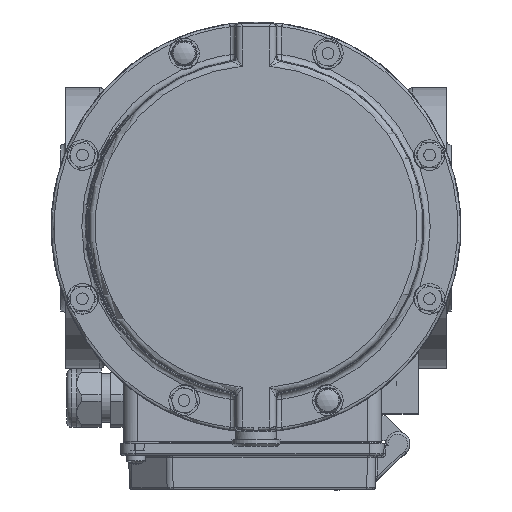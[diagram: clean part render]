
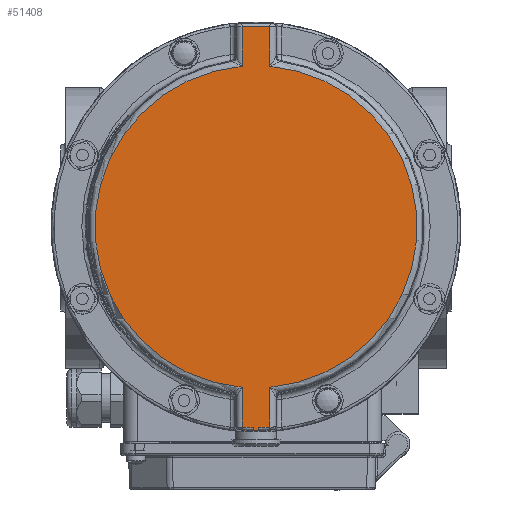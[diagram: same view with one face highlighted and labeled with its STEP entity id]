
A CAD part, top view. The second image highlights one B-rep face of the part: STEP entity #51408.
In plain terms, the highlighted planar face has unit normal (0, 0, 1).
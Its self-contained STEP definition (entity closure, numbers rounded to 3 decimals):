
#2520=LINE('',#88311,#5770);
#2521=LINE('',#88336,#5771);
#2522=LINE('',#88339,#5772);
#2523=LINE('',#88341,#5773);
#2524=LINE('',#88345,#5774);
#2525=LINE('',#88347,#5775);
#5770=VECTOR('',#62945,1.633);
#5771=VECTOR('',#62948,1.633);
#5772=VECTOR('',#62951,1.633);
#5773=VECTOR('',#62952,0.09);
#5774=VECTOR('',#62957,0.09);
#5775=VECTOR('',#62958,1.633);
#10445=PLANE('',#55233);
#12764=FACE_OUTER_BOUND('',#16183,.T.);
#16183=EDGE_LOOP('',(#38348,#38349,#38350,#38351,#38352,#38353,#38354,#38355,
#38356,#38357,#38358,#38359,#38360,#38361));
#19645=CIRCLE('',#55190,8.23);
#19655=CIRCLE('',#55201,8.23);
#19657=CIRCLE('',#55204,8.35);
#19659=CIRCLE('',#55207,8.23);
#19670=CIRCLE('',#55234,6.602);
#19671=CIRCLE('',#55235,0.03);
#19672=CIRCLE('',#55236,0.03);
#19673=CIRCLE('',#55237,6.602);
#22894=VERTEX_POINT('',#86843);
#22896=VERTEX_POINT('',#86885);
#22910=VERTEX_POINT('',#87280);
#22913=VERTEX_POINT('',#87323);
#22916=VERTEX_POINT('',#87354);
#22917=VERTEX_POINT('',#87357);
#22919=VERTEX_POINT('',#87396);
#22920=VERTEX_POINT('',#87398);
#22970=VERTEX_POINT('',#88310);
#22971=VERTEX_POINT('',#88335);
#22972=VERTEX_POINT('',#88337);
#22973=VERTEX_POINT('',#88340);
#22974=VERTEX_POINT('',#88343);
#22975=VERTEX_POINT('',#88346);
#28606=EDGE_CURVE('',#22896,#22894,#19645,.T.);
#28629=EDGE_CURVE('',#22913,#22910,#19655,.T.);
#28633=EDGE_CURVE('',#22916,#22917,#19657,.T.);
#28636=EDGE_CURVE('',#22920,#22919,#19659,.T.);
#28713=EDGE_CURVE('',#22894,#22970,#2520,.T.);
#28715=EDGE_CURVE('',#22971,#22896,#2521,.T.);
#28716=EDGE_CURVE('',#22970,#22972,#19670,.T.);
#28717=EDGE_CURVE('',#22972,#22920,#2522,.T.);
#28718=EDGE_CURVE('',#22919,#22973,#2523,.T.);
#28719=EDGE_CURVE('',#22973,#22916,#19671,.T.);
#28720=EDGE_CURVE('',#22917,#22974,#19672,.T.);
#28721=EDGE_CURVE('',#22974,#22913,#2524,.T.);
#28722=EDGE_CURVE('',#22910,#22975,#2525,.T.);
#28723=EDGE_CURVE('',#22975,#22971,#19673,.T.);
#38348=ORIENTED_EDGE('',*,*,#28715,.T.);
#38349=ORIENTED_EDGE('',*,*,#28606,.T.);
#38350=ORIENTED_EDGE('',*,*,#28713,.T.);
#38351=ORIENTED_EDGE('',*,*,#28716,.T.);
#38352=ORIENTED_EDGE('',*,*,#28717,.T.);
#38353=ORIENTED_EDGE('',*,*,#28636,.T.);
#38354=ORIENTED_EDGE('',*,*,#28718,.T.);
#38355=ORIENTED_EDGE('',*,*,#28719,.T.);
#38356=ORIENTED_EDGE('',*,*,#28633,.T.);
#38357=ORIENTED_EDGE('',*,*,#28720,.T.);
#38358=ORIENTED_EDGE('',*,*,#28721,.T.);
#38359=ORIENTED_EDGE('',*,*,#28629,.T.);
#38360=ORIENTED_EDGE('',*,*,#28722,.T.);
#38361=ORIENTED_EDGE('',*,*,#28723,.T.);
#51408=ADVANCED_FACE('',(#12764),#10445,.F.);
#55190=AXIS2_PLACEMENT_3D('',#86889,#62817,#62818);
#55201=AXIS2_PLACEMENT_3D('',#87351,#62839,#62840);
#55204=AXIS2_PLACEMENT_3D('',#87359,#62847,#62848);
#55207=AXIS2_PLACEMENT_3D('',#87399,#62853,#62854);
#55233=AXIS2_PLACEMENT_3D('',#88334,#62946,#62947);
#55234=AXIS2_PLACEMENT_3D('',#88338,#62949,#62950);
#55235=AXIS2_PLACEMENT_3D('',#88342,#62953,#62954);
#55236=AXIS2_PLACEMENT_3D('',#88344,#62955,#62956);
#55237=AXIS2_PLACEMENT_3D('',#88348,#62959,#62960);
#62817=DIRECTION('center_axis',(0.,0.,
1.));
#62818=DIRECTION('ref_axis',(1.,0.,0.));
#62839=DIRECTION('center_axis',(0.,0.,
1.));
#62840=DIRECTION('ref_axis',(1.,0.,0.));
#62847=DIRECTION('center_axis',(0.,0.,
1.));
#62848=DIRECTION('ref_axis',(-1.,0.,0.));
#62853=DIRECTION('center_axis',(0.,0.,
1.));
#62854=DIRECTION('ref_axis',(1.,0.,0.));
#62945=DIRECTION('',(0.,-1.,0.));
#62946=DIRECTION('center_axis',(0.,0.,
-1.));
#62947=DIRECTION('ref_axis',(1.,0.,0.));
#62948=DIRECTION('',(0.,1.,0.));
#62949=DIRECTION('center_axis',(0.,0.,
1.));
#62950=DIRECTION('ref_axis',(1.,0.,0.));
#62951=DIRECTION('',(0.,-1.,0.));
#62952=DIRECTION('',(0.,-1.,0.));
#62953=DIRECTION('center_axis',(0.,0.,
1.));
#62954=DIRECTION('ref_axis',(-1.,0.,0.));
#62955=DIRECTION('center_axis',(0.,0.,
1.));
#62956=DIRECTION('ref_axis',(1.,0.,0.));
#62957=DIRECTION('',(0.,1.,0.));
#62958=DIRECTION('',(0.,1.,0.));
#62959=DIRECTION('center_axis',(0.,0.,
1.));
#62960=DIRECTION('ref_axis',(1.,0.,0.));
#86843=CARTESIAN_POINT('',(-1.362,7.974,38.476));
#86885=CARTESIAN_POINT('',(-0.222,7.974,38.476));
#86889=CARTESIAN_POINT('Origin',(-0.792,-0.236,
38.476));
#87280=CARTESIAN_POINT('',(-0.222,-8.446,38.476));
#87323=CARTESIAN_POINT('',(-0.692,-8.465,38.476));
#87351=CARTESIAN_POINT('Origin',(-0.792,-0.236,
38.476));
#87354=CARTESIAN_POINT('',(-0.862,-8.586,38.476));
#87357=CARTESIAN_POINT('',(-0.722,-8.586,38.476));
#87359=CARTESIAN_POINT('Origin',(-0.792,-0.236,
38.476));
#87396=CARTESIAN_POINT('',(-0.892,-8.465,38.476));
#87398=CARTESIAN_POINT('',(-1.362,-8.446,38.476));
#87399=CARTESIAN_POINT('Origin',(-0.792,-0.236,
38.476));
#88310=CARTESIAN_POINT('',(-1.362,6.341,38.476));
#88311=CARTESIAN_POINT('',(-1.362,-0.236,38.476));
#88334=CARTESIAN_POINT('Origin',(6.108,-0.236,38.476));
#88335=CARTESIAN_POINT('',(-0.222,6.341,38.476));
#88336=CARTESIAN_POINT('',(-0.222,-0.236,38.476));
#88337=CARTESIAN_POINT('',(-1.362,-6.814,38.476));
#88338=CARTESIAN_POINT('Origin',(-0.792,-0.236,
38.476));
#88339=CARTESIAN_POINT('',(-1.362,-0.236,38.476));
#88340=CARTESIAN_POINT('',(-0.892,-8.556,38.476));
#88341=CARTESIAN_POINT('',(-0.892,-8.465,38.476));
#88342=CARTESIAN_POINT('Origin',(-0.862,-8.556,38.476));
#88343=CARTESIAN_POINT('',(-0.692,-8.556,38.476));
#88344=CARTESIAN_POINT('Origin',(-0.722,-8.556,38.476));
#88345=CARTESIAN_POINT('',(-0.692,-8.465,38.476));
#88346=CARTESIAN_POINT('',(-0.222,-6.814,38.476));
#88347=CARTESIAN_POINT('',(-0.222,-0.236,38.476));
#88348=CARTESIAN_POINT('Origin',(-0.792,-0.236,
38.476));
